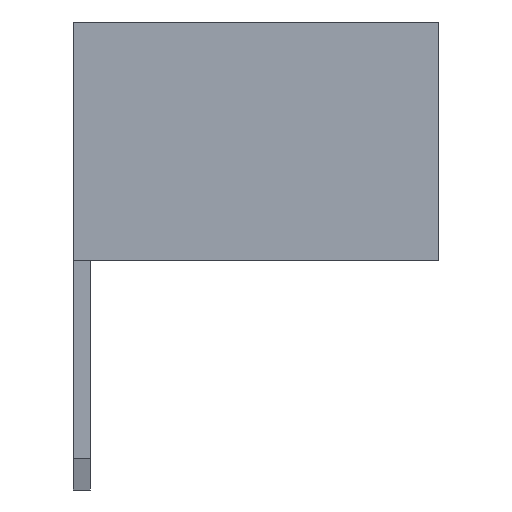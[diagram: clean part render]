
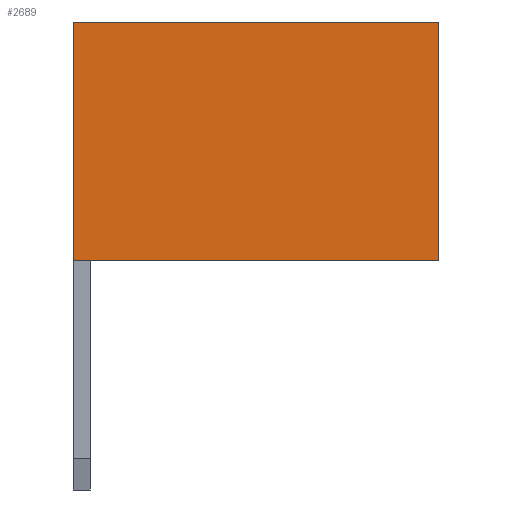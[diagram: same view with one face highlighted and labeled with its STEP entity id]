
A CAD part, left-side view. The second image highlights one B-rep face of the part: STEP entity #2689.
In plain terms, the highlighted planar face has unit normal (-1, 0, 0).
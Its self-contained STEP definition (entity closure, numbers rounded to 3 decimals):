
#2689=ADVANCED_FACE('',(#19165),#19167,.T.);
#19165=FACE_BOUND('',#19166,.T.);
#19166=EDGE_LOOP('',(#32349,#32350,#32351,#32352));
#19167=PLANE('',#19168);
#19168=AXIS2_PLACEMENT_3D('',#19169,#19170,#19171);
#19169=CARTESIAN_POINT('',(-1.,-4.2,0.));
#19170=DIRECTION('',(-1.,0.,0.));
#19171=DIRECTION('',(0.,0.,1.));
#32349=ORIENTED_EDGE('',*,*,#41453,.T.);
#32350=ORIENTED_EDGE('',*,*,#41934,.T.);
#32351=ORIENTED_EDGE('',*,*,#41204,.F.);
#32352=ORIENTED_EDGE('',*,*,#41933,.F.);
#41204=EDGE_CURVE('',#46778,#46780,#46781,.T.);
#41453=EDGE_CURVE('',#47130,#47131,#47132,.T.);
#41933=EDGE_CURVE('',#47130,#46778,#47929,.T.);
#41934=EDGE_CURVE('',#47131,#46780,#47930,.T.);
#46778=VERTEX_POINT('',#56110);
#46780=VERTEX_POINT('',#56114);
#46781=LINE('',#56115,#56116);
#47130=VERTEX_POINT('',#56962);
#47131=VERTEX_POINT('',#56963);
#47132=LINE('',#56964,#56965);
#47929=LINE('',#58721,#58722);
#47930=LINE('',#58724,#58725);
#56110=CARTESIAN_POINT('',(-1.,0.1,0.));
#56114=CARTESIAN_POINT('',(-1.,0.1,2.8));
#56115=CARTESIAN_POINT('',(-1.,0.1,0.));
#56116=VECTOR('',#56117,1.);
#56117=DIRECTION('',(0.,0.,1.));
#56962=CARTESIAN_POINT('',(-1.,-4.2,0.));
#56963=CARTESIAN_POINT('',(-1.,-4.2,2.8));
#56964=CARTESIAN_POINT('',(-1.,-4.2,0.));
#56965=VECTOR('',#56966,1.);
#56966=DIRECTION('',(0.,0.,1.));
#58721=CARTESIAN_POINT('',(-1.,-4.2,0.));
#58722=VECTOR('',#58723,1.);
#58723=DIRECTION('',(0.,1.,0.));
#58724=CARTESIAN_POINT('',(-1.,-4.2,2.8));
#58725=VECTOR('',#58726,1.);
#58726=DIRECTION('',(0.,1.,0.));
